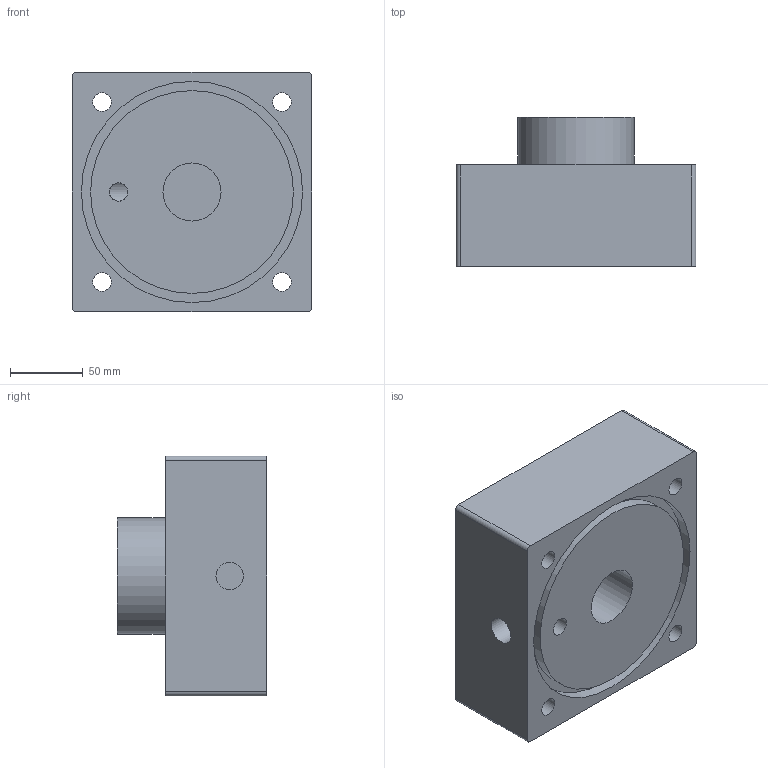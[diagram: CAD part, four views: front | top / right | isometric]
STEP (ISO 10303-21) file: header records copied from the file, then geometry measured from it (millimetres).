
FILE_DESCRIPTION (( 'STEP AP214' ), '1' );
FILE_NAME ('Part 3 Top Cap.STEP', '2025-04-02T10:41:04', ( '' ), ( '' ), 'SwSTEP 2.0', 'SolidWorks 2025', '' );
FILE_SCHEMA (( 'AUTOMOTIVE_DESIGN' ));
Length unit declared in the file: millimetre
Products named in the file (1): Part 3 Top Cap
Bounding box: 165.1 x 102.8 x 165.1 mm (x, y, z)
Volume: 1793807.6 mm3; surface area: 143724.7 mm2
Topology: 1 solids, 1 shells, 29 faces, 60 edges, 40 vertices
Faces by surface type: cylinder 16, plane 13
Full cylindrical faces by diameter (mm): 12.7 x5, 18.974 x1, 40 x1, 60 x1, 64 x1, 80 x1, 139.7 x1, 152.4 x1
Entity records: 845 total; most frequent: CARTESIAN_POINT 197, DIRECTION 138, ORIENTED_EDGE 96, AXIS2_PLACEMENT_3D 61, EDGE_LOOP 58, EDGE_CURVE 48, FACE_OUTER_BOUND 41, VERTEX_POINT 40
